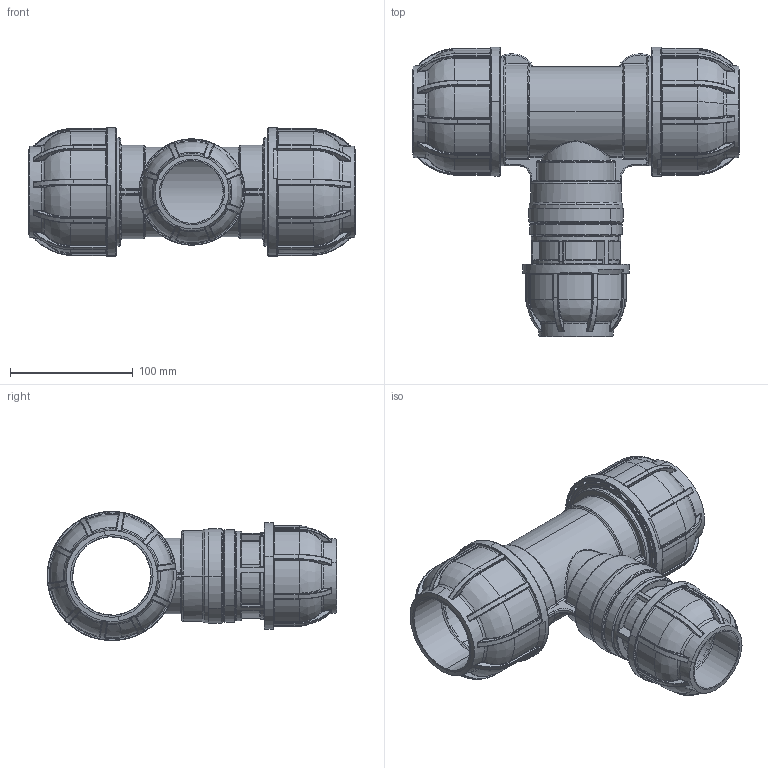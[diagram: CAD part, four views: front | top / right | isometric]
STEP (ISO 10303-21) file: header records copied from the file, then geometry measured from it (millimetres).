
FILE_DESCRIPTION (( 'STEP AP203' ), '1' );
FILE_NAME ('R247.063.050.STEP', '2016-10-19T12:03:11', ( '' ), ( '' ), 'SwSTEP 2.0', 'SolidWorks 2016', '' );
FILE_SCHEMA (( 'CONFIG_CONTROL_DESIGN' ));
Length unit declared in the file: millimetre
Products named in the file (1): R247.063.050
Bounding box: 265.6 x 235.44 x 104.99 mm (x, y, z)
Surface area: 233698 mm2 (no closed solid volume)
Topology: 0 solids, 128 shells, 1683 faces, 5939 edges, 4122 vertices
Faces by surface type: bspline 754, cylinder 477, plane 413, cone 39
Entity records: 93753 total; most frequent: CARTESIAN_POINT 51142, ORIENTED_EDGE 8800, DIRECTION 7404, EDGE_CURVE 5909, VERTEX_POINT 4122, AXIS2_PLACEMENT_3D 2795, B_SPLINE_CURVE_WITH_KNOTS 1874, CIRCLE 1865
